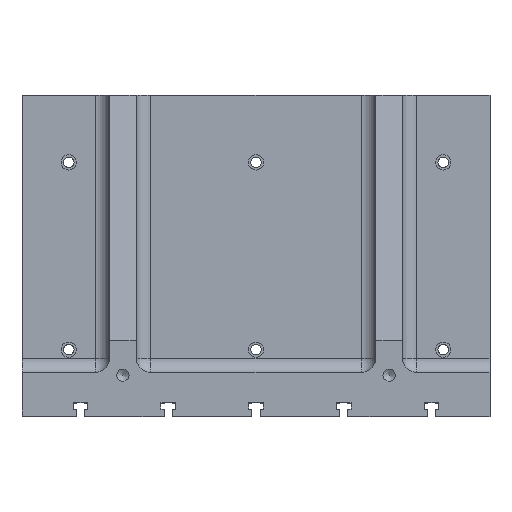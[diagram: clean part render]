
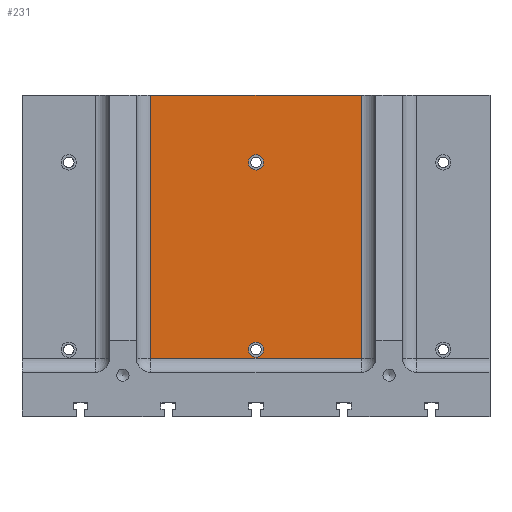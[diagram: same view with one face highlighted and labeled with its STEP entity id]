
A CAD part, top view. The second image highlights one B-rep face of the part: STEP entity #231.
In plain terms, the highlighted planar face has unit normal (0, 0, 1).
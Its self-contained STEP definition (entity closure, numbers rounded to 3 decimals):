
#231 = ADVANCED_FACE( '', ( #967, #968, #969 ), #970, .F. );
#967 = FACE_BOUND( '', #2159, .T. );
#968 = FACE_BOUND( '', #2160, .T. );
#969 = FACE_OUTER_BOUND( '', #2161, .T. );
#970 = PLANE( '', #2162 );
#2159 = EDGE_LOOP( '', ( #4617 ) );
#2160 = EDGE_LOOP( '', ( #4618 ) );
#2161 = EDGE_LOOP( '', ( #4619, #4620, #4621, #4622 ) );
#2162 = AXIS2_PLACEMENT_3D( '', #4623, #4624, #4625 );
#4617 = ORIENTED_EDGE( '', *, *, #8250, .T. );
#4618 = ORIENTED_EDGE( '', *, *, #8251, .T. );
#4619 = ORIENTED_EDGE( '', *, *, #8239, .T. );
#4620 = ORIENTED_EDGE( '', *, *, #7425, .T. );
#4621 = ORIENTED_EDGE( '', *, *, #8231, .T. );
#4622 = ORIENTED_EDGE( '', *, *, #8252, .T. );
#4623 = CARTESIAN_POINT( '', ( 400., 550., 45. ) );
#4624 = DIRECTION( '', ( 0., 0., -1. ) );
#4625 = DIRECTION( '', ( 0., 1., 0. ) );
#7425 = EDGE_CURVE( '', #8830, #8827, #8831, .F. );
#8231 = EDGE_CURVE( '', #8827, #10278, #10280, .T. );
#8239 = EDGE_CURVE( '', #10294, #8830, #10295, .F. );
#8250 = EDGE_CURVE( '', #10312, #10312, #10313, .T. );
#8251 = EDGE_CURVE( '', #10314, #10314, #10315, .T. );
#8252 = EDGE_CURVE( '', #10278, #10294, #10316, .F. );
#8827 = VERTEX_POINT( '', #11170 );
#8830 = VERTEX_POINT( '', #11173 );
#8831 = LINE( '', #11174, #11175 );
#10278 = VERTEX_POINT( '', #13410 );
#10280 = LINE( '', #13412, #13413 );
#10294 = VERTEX_POINT( '', #13432 );
#10295 = LINE( '', #13433, #13434 );
#10312 = VERTEX_POINT( '', #13458 );
#10313 = CIRCLE( '', #13459, 13. );
#10314 = VERTEX_POINT( '', #13460 );
#10315 = CIRCLE( '', #13461, 13. );
#10316 = LINE( '', #13462, #13463 );
#11170 = CARTESIAN_POINT( '', ( 180., 550., 45. ) );
#11173 = CARTESIAN_POINT( '', ( 180., 100., 45. ) );
#11174 = CARTESIAN_POINT( '', ( 180., 550., 45. ) );
#11175 = VECTOR( '', #14827, 1000. );
#13410 = CARTESIAN_POINT( '', ( -180., 550., 45. ) );
#13412 = CARTESIAN_POINT( '', ( 400., 550., 45. ) );
#13413 = VECTOR( '', #15667, 1000. );
#13432 = CARTESIAN_POINT( '', ( -180., 100., 45. ) );
#13433 = CARTESIAN_POINT( '', ( 400., 100., 45. ) );
#13434 = VECTOR( '', #15679, 1000. );
#13458 = CARTESIAN_POINT( '', ( 0., 102., 45. ) );
#13459 = AXIS2_PLACEMENT_3D( '', #15696, #15697, #15698 );
#13460 = CARTESIAN_POINT( '', ( 0., 422., 45. ) );
#13461 = AXIS2_PLACEMENT_3D( '', #15699, #15700, #15701 );
#13462 = CARTESIAN_POINT( '', ( -180., 550., 45. ) );
#13463 = VECTOR( '', #15702, 1000. );
#14827 = DIRECTION( '', ( 0., -1., 0. ) );
#15667 = DIRECTION( '', ( -1., 0., 0. ) );
#15679 = DIRECTION( '', ( -1., 0., 0. ) );
#15696 = CARTESIAN_POINT( '', ( 0., 115., 45. ) );
#15697 = DIRECTION( '', ( 0., 0., -1. ) );
#15698 = DIRECTION( '', ( 0., -1., 0. ) );
#15699 = CARTESIAN_POINT( '', ( 0., 435., 45. ) );
#15700 = DIRECTION( '', ( 0., 0., -1. ) );
#15701 = DIRECTION( '', ( 0., -1., 0. ) );
#15702 = DIRECTION( '', ( 0., 1., 0. ) );
